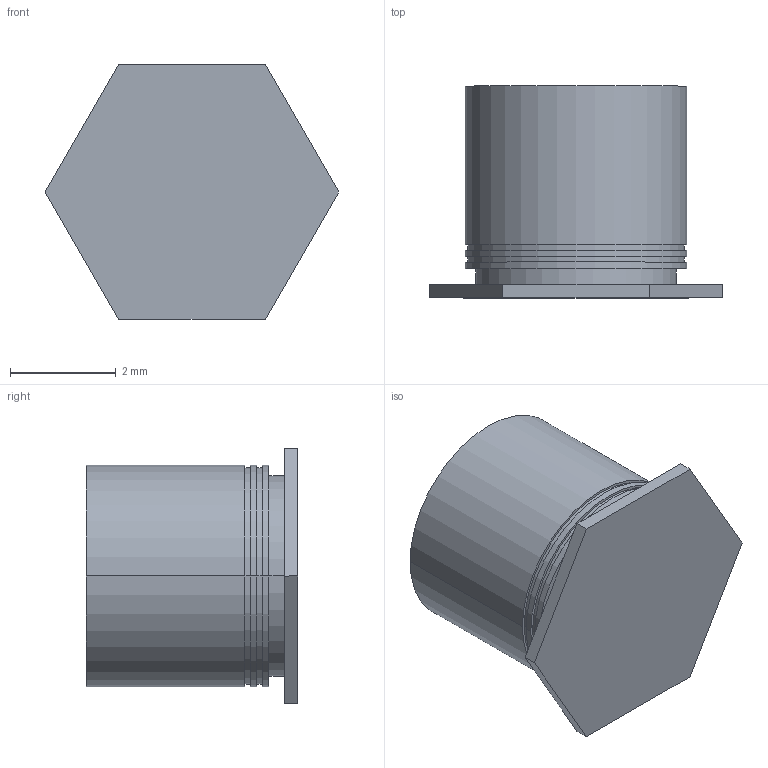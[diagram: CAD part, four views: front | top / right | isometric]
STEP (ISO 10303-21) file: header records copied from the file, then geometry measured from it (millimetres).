
FILE_DESCRIPTION (( 'STEP AP203' ), '1' );
FILE_NAME ('Self-clinching_standoff_blind_M2x4.step', '2024-08-18T06:10:53+00:00', 'Stefan Hamminga', '', '', '', '');
FILE_SCHEMA (( 'CONFIG_CONTROL_DESIGN' ));
Length unit declared in the file: millimetre
Products named in the file (1): Self-clinching_standoff_blind_M2x4
Bounding box: 5.54 x 4 x 4.8 mm (x, y, z)
Volume: 48.5 mm3; surface area: 117.4 mm2
Topology: 1 solids, 1 shells, 32 faces, 68 edges, 43 vertices
Faces by surface type: cylinder 14, plane 14, cone 4
Entity records: 933 total; most frequent: DIRECTION 162, CARTESIAN_POINT 142, ORIENTED_EDGE 132, EDGE_CURVE 66, AXIS2_PLACEMENT_3D 63, VERTEX_POINT 43, EDGE_LOOP 39, LINE 36
